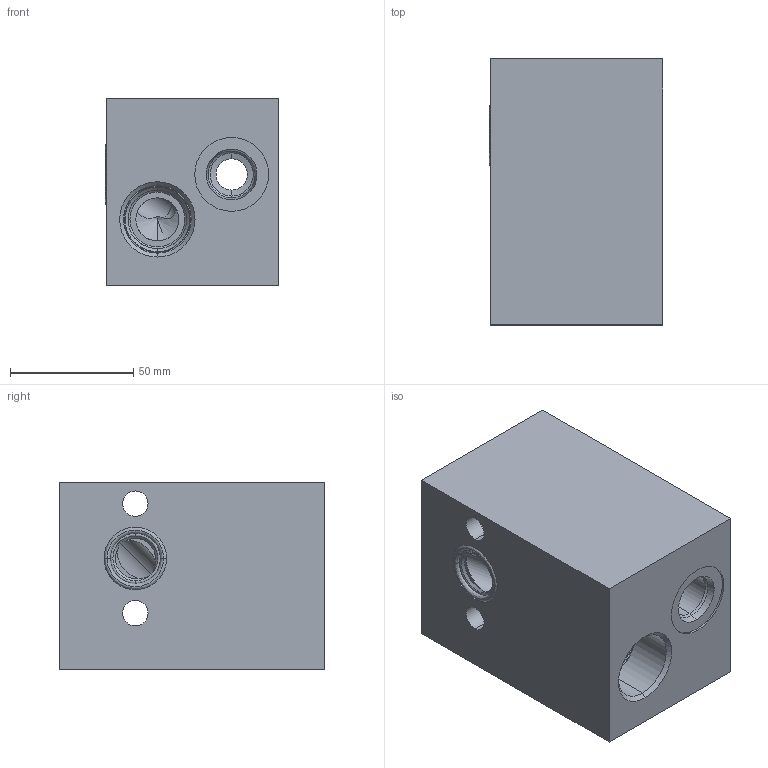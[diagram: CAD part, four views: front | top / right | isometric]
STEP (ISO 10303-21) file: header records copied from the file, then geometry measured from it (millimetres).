
FILE_DESCRIPTION((''),'2;1');
FILE_NAME('YVV_ASM','2023-06-22T',('ProEService'),(''),'PRO/ENGINEER BY PARAMETRIC TECHNOLOGY CORPORATION, 2014200','PRO/ENGINEER BY PARAMETRIC TECHNOLOGY CORPORATION, 2014200','');
FILE_SCHEMA(('CONFIG_CONTROL_DESIGN'));
Length unit declared in the file: inch
Products named in the file (3): 150-804-002; 500-001-117; YVV_ASM
Assembly tree (2 placements, depth 2):
  YVV_ASM
    150-804-002
    500-001-117
Bounding box: 70.31 x 107.95 x 76.2 mm (x, y, z)
Volume: 459340.3 mm3; surface area: 67551.4 mm2
Topology: 2 solids, 2 shells, 155 faces, 593 edges, 555 vertices
Faces by surface type: cylinder 73, cone 49, plane 18, sphere 9, revolution 4, torus 2
Entity records: 8015 total; most frequent: CARTESIAN_POINT 3248, DIRECTION 965, ORIENTED_EDGE 776, EDGE_CURVE 388, AXIS2_PLACEMENT_3D 322, VECTOR 317, LINE 317, VERTEX_POINT 242
